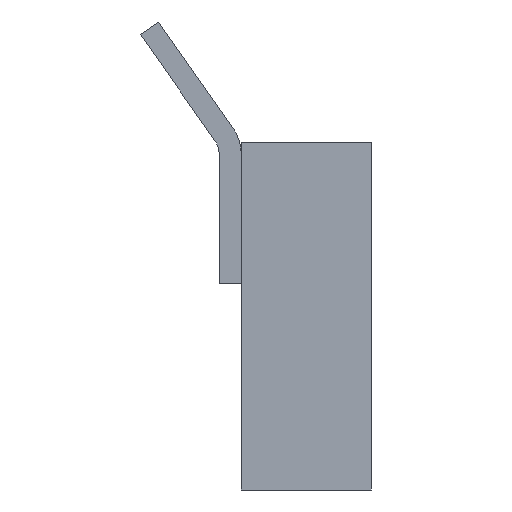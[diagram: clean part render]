
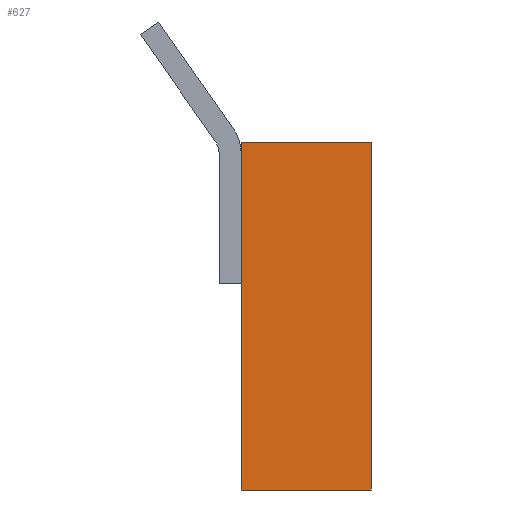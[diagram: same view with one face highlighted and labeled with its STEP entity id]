
A CAD part, left-side view. The second image highlights one B-rep face of the part: STEP entity #627.
In plain terms, the highlighted planar face has unit normal (-1, 0, 0).
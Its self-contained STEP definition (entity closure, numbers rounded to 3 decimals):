
#551=CARTESIAN_POINT('POINT33',(-10.,1.5,4.));
#552=VERTEX_POINT('VERTEX33',#551);
#569=CARTESIAN_POINT('POINT36',(-10.,1.5,0.));
#570=VERTEX_POINT('VERTEX36',#569);
#577=CARTESIAN_POINT('POS70',(-10.,1.5,0.));
#578=DIRECTION('DIR96',(0.,0.,1.));
#579=VECTOR('VEC44',#578,1.);
#580=LINE('STRAIGHT44',#577,#579);
#581=EDGE_CURVE('EDGE52',#570,#552,#580,.T.);
#597=CARTESIAN_POINT('POINT37',(-10.,0.,4.));
#598=VERTEX_POINT('VERTEX37',#597);
#599=CARTESIAN_POINT('POS72',(-10.,0.,4.));
#600=DIRECTION('DIR99',(0.,1.,0.));
#601=VECTOR('VEC45',#600,1.);
#602=LINE('STRAIGHT45',#599,#601);
#603=EDGE_CURVE('EDGE53',#598,#552,#602,.T.);
#604=ORIENTED_EDGE('COEDGE101',*,*,#603,.T.);
#605=ORIENTED_EDGE('COEDGE102',*,*,#581,.F.);
#606=CARTESIAN_POINT('POINT38',(-10.,0.,0.));
#607=VERTEX_POINT('VERTEX38',#606);
#608=CARTESIAN_POINT('POS73',(-10.,0.,0.));
#609=DIRECTION('DIR100',(0.,1.,0.));
#610=VECTOR('VEC46',#609,1.);
#611=LINE('STRAIGHT46',#608,#610);
#612=EDGE_CURVE('EDGE54',#607,#570,#611,.T.);
#613=ORIENTED_EDGE('COEDGE103',*,*,#612,.F.);
#614=CARTESIAN_POINT('POS74',(-10.,0.,0.));
#615=DIRECTION('DIR101',(0.,0.,1.));
#616=VECTOR('VEC47',#615,1.);
#617=LINE('STRAIGHT47',#614,#616);
#618=EDGE_CURVE('EDGE55',#607,#598,#617,.T.);
#619=ORIENTED_EDGE('COEDGE104',*,*,#618,.T.);
#620=EDGE_LOOP('NONE',(#604,#605,#613,#619));
#621=FACE_BOUND('LOOP1',#620,.T.);
#622=CARTESIAN_POINT('POS75',(-10.,0.,0.));
#623=DIRECTION('DIR102',(-1.,0.,0.));
#624=DIRECTION('DIR103',(0.,1.,0.));
#625=AXIS2_PLACEMENT_3D('AXIS28',#622,#623,#624);
#626=PLANE('PLANE16',#625);
#627=ADVANCED_FACE('FACE20',(#621),#626,.T.);
